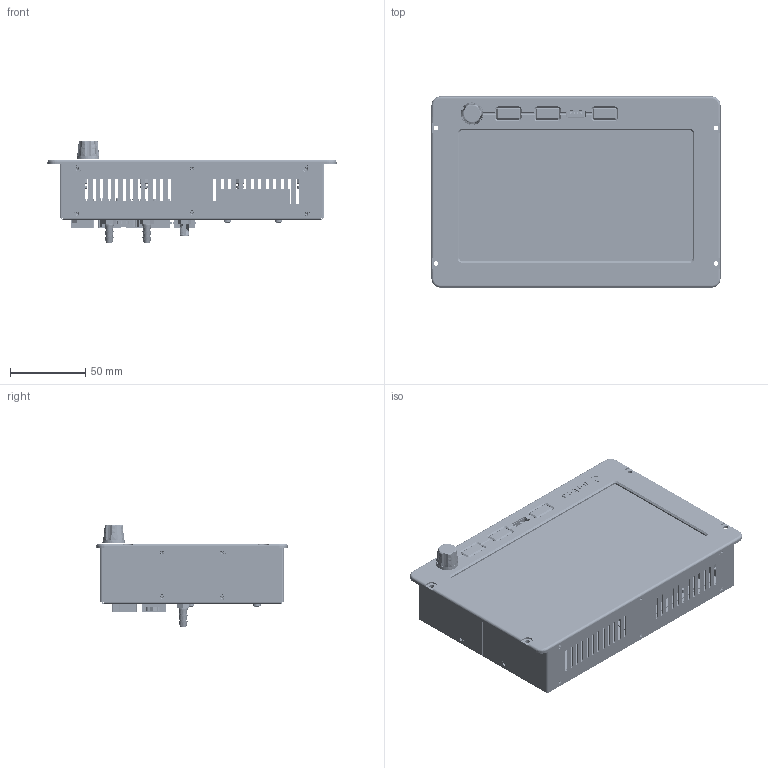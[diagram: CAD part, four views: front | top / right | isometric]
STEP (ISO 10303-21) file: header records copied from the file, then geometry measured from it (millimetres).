
FILE_DESCRIPTION(('FreeCAD Model'),'2;1');
FILE_NAME( 'Aetos.step', '2020-03-25T07:57:05',('Author'),(''), 'Open CASCADE STEP processor 7.3','FreeCAD','Unknown');
FILE_SCHEMA(('AUTOMOTIVE_DESIGN { 1 0 10303 214 1 1 1 1 }'));
Length unit declared in the file: millimetre
Products named in the file (68): Assembly; Gumb_01; Gumb_02; Gumb_03; USB_01; DLC0700XZG_01; M2.5x6-Screw; M2.5x6-Screw005; M2.5x6-Screw004; M2.5x6-Screw003; Distancnik7_01; Distancnik7_02; Distancnik7_03; Distancnik7_04; Distancnik7_05; Distancnik7_06; Distancnik7_07; M2.5x5-Screw; M2.5x5-Screw011; M2.5x5-Screw010; M2.5x5-Screw009; M2.5x5-Screw008; M2.5x5-Screw007; M2.5x5-Screw006; M2.5x4-Screw; M2.5x4-Screw026; M2.5x4-Screw025; M2.5x4-Screw036; M2.5x4-Screw039; M2.5x4-Screw037; M2.5x4-Screw035; M2.5x4-Screw031; M2.5x4-Screw029; M2.5x4-Screw044; SideCover_01; M2.5x4-Screw024; M2.5x4-Screw041; M2.5x4-Screw032; M2.5x4-Screw033; M2.5x4-Screw034 ...
Assembly tree (67 placements, depth 2):
  Assembly
    Gumb_01
    Gumb_02
    Gumb_03
    USB_01
    DLC0700XZG_01
    M2.5x6-Screw
    M2.5x6-Screw005
    M2.5x6-Screw004
    M2.5x6-Screw003
    Distancnik7_01
    Distancnik7_02
    Distancnik7_03
    Distancnik7_04
    Distancnik7_05
    Distancnik7_06
    Distancnik7_07
    M2.5x5-Screw
    M2.5x5-Screw011
    M2.5x5-Screw010
    M2.5x5-Screw009
    M2.5x5-Screw008
    M2.5x5-Screw007
    M2.5x5-Screw006
    M2.5x4-Screw
    M2.5x4-Screw026
    M2.5x4-Screw025
    M2.5x4-Screw036
    M2.5x4-Screw039
    M2.5x4-Screw037
    M2.5x4-Screw035
    M2.5x4-Screw031
    M2.5x4-Screw029
    M2.5x4-Screw044
    SideCover_01
    M2.5x4-Screw024
    M2.5x4-Screw041
    M2.5x4-Screw032
    M2.5x4-Screw033
    M2.5x4-Screw034
    M2.5x4-Screw046
    M2.5x4-Screw042
    M2.5x4-Screw038
    M2.5x4-Screw040
    M2.5x4-Screw027
    SideCover_02
    ElmaGumb15_01
    Maska2_01
    M2.5x3-Screw
    M2.5x3-Screw005
    M2.5x3-Screw004
    M2.5x3-Screw003
    M2.5x4-Screw043
    M2.5x4-Screw030
    BatteryCover_01
    M2.5x4-Screw028
    M2.5x4-Screw045
    M5-Nut004
    M5-Nut003
    M5-Nut
Bounding box: 192 x 127 x 68.35 mm (x, y, z)
Volume: 204946.2 mm3; surface area: 217130.6 mm2
Topology: 114 solids, 143 shells, 7319 faces, 20483 edges, 16025 vertices
Faces by surface type: plane 5017, cylinder 1475, cone 499, extrusion 144, torus 61, bspline 52, revolution 39, sphere 32
Full cylindrical faces by diameter (mm): 0.89 x38, 0.9 x10, 0.95 x8, 1 x21, 1.2 x1, 1.4 x2, 1.5 x9, 1.8 x16, 2 x44, 2.301 x3, 2.4 x2, 2.5 x81, 2.6 x8, 2.7 x3, 2.98 x4, 3 x32, 3.2 x4, 3.25 x12, 3.4 x1, 3.55 x1, 4.134 x3, 4.4 x2, 4.5 x24, 5 x15, 6 x5, 10 x1
Entity records: 315199 total; most frequent: CARTESIAN_POINT 87580, DIRECTION 39366, ORIENTED_EDGE 39158, EDGE_CURVE 19579, VECTOR 14155, LINE 14011, VERTEX_POINT 12617, AXIS2_PLACEMENT_3D 12586
